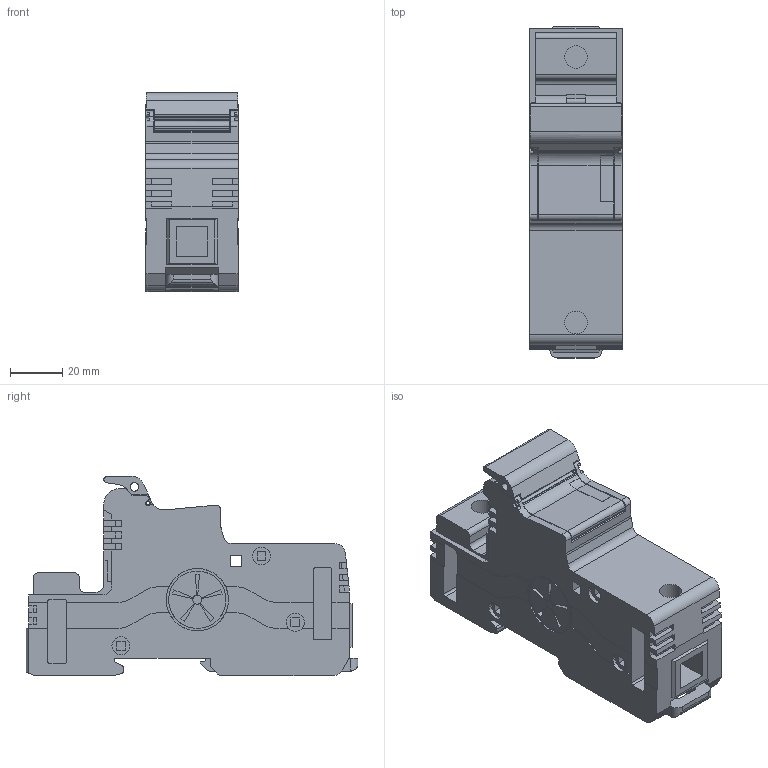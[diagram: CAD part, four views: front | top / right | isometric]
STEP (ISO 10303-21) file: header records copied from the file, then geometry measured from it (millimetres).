
FILE_DESCRIPTION(('CATIA V5 STEP Exchange','CAx-IF Rec.Pracs.--- Model Styling and Organization---1.5--- 2016-08-15','CAx-IF Rec.Pracs.---Supplemental Geometry---1.0---2011-11-01','CAx-IF Rec.Pracs.--- Composite Materials ---1.1---2010-07-15'),'2;1');
FILE_NAME ('D1615879_0_4000003740_S3D_FUSEHOLDER_WSFH_22X58_1K5V_80A.stp','2024-06-17T09:05:57+00:00',('none'),('Weidmueller'),'CATIA Version 5-6 Release 2022 SP4 HF5','CATIA V5 STEP AP214 v3','none');
FILE_SCHEMA(('AUTOMOTIVE_DESIGN { 1 0 10303 214 1 1 1 1 }'));
Length unit declared in the file: millimetre
Products named in the file (1): S3D_FUSEHOLDER_WSFH_22X58_1K5V_80A
Bounding box: 35.4 x 127.66 x 76.6 mm (x, y, z)
Volume: 205336.7 mm3; surface area: 39078.7 mm2
Topology: 1 solids, 1 shells, 532 faces, 1546 edges, 1029 vertices
Faces by surface type: plane 384, cylinder 103, extrusion 45
Entity records: 17392 total; most frequent: CARTESIAN_POINT 4059, ORIENTED_EDGE 3092, DIRECTION 1899, EDGE_CURVE 1546, VECTOR 1160, LINE 1115, VERTEX_POINT 1029, EDGE_LOOP 563
